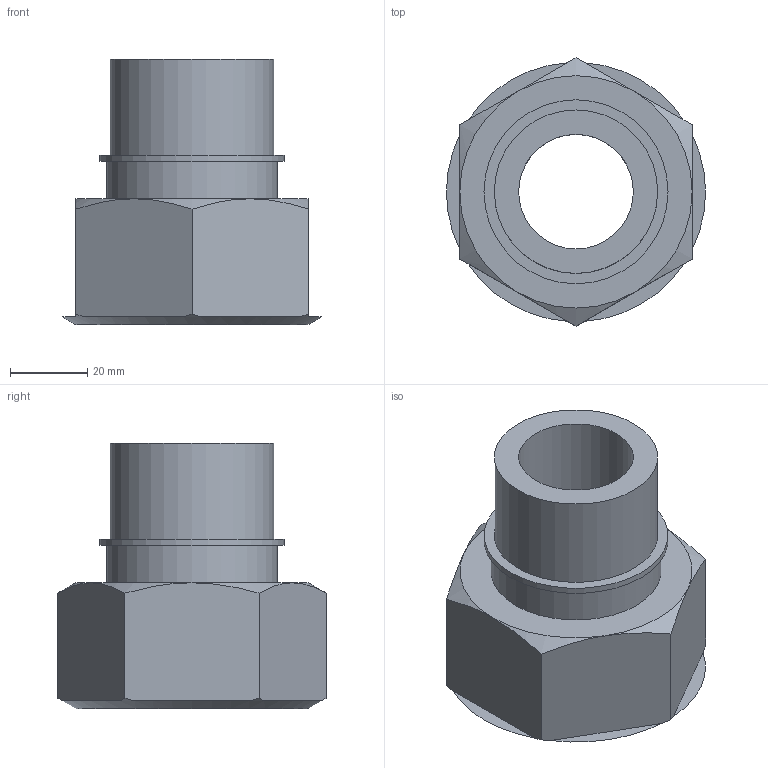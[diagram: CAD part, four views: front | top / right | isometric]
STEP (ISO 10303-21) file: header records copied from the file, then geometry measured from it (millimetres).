
FILE_DESCRIPTION(/* description */ ('STEP AP203'),/* implementation_level */ '2;1');
FILE_NAME(/* name */ 'Welding Cone AKS 38_42.2x6.3-01',/* time_stamp */ '2025-01-14T12:13:16+01:00',/* author */ ('License CC BY-ND 4.0'),/* organization */ ('CADENAS'),/* preprocessor_version */ 'ST-DEVELOPER v19.3',/* originating_system */ 'PARTsolutions',/* authorisation */ ' ');
FILE_SCHEMA (('CONFIG_CONTROL_DESIGN'));
Length unit declared in the file: millimetre
Products named in the file (1): Schweisskegel AKS 38<42.2x6.3-01
Bounding box: 66.93 x 69.28 x 68.5 mm (x, y, z)
Volume: 79049.7 mm3; surface area: 29455.5 mm2
Topology: 1 solids, 1 shells, 42 faces, 86 edges, 55 vertices
Faces by surface type: plane 23, cone 10, cylinder 7, torus 2
Full cylindrical faces by diameter (mm): 29.6 x1, 30 x1, 42.2 x1, 44 x2, 47.52 x1, 49.835 x1
Entity records: 1376 total; most frequent: CARTESIAN_POINT 243, DIRECTION 168, ORIENTED_EDGE 142, AXIS2_PLACEMENT_3D 78, EDGE_CURVE 71, EDGE_LOOP 66, FACE_BOUND 66, VERTEX_POINT 53
